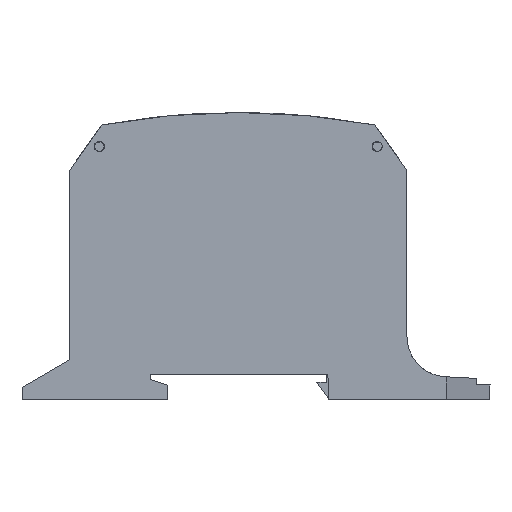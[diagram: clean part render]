
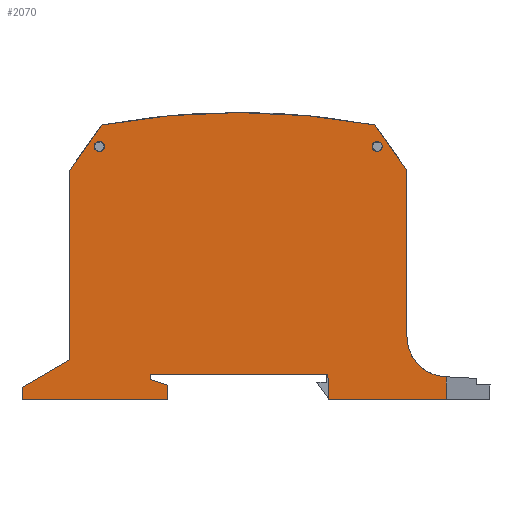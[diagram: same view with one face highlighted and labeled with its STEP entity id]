
A CAD part, left-side view. The second image highlights one B-rep face of the part: STEP entity #2070.
In plain terms, the highlighted planar face has unit normal (-1, 0, 0).
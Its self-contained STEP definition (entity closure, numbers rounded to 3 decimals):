
#444=AXIS2_PLACEMENT_3D('Circle Axis2P3D',#442,#443,$) ;
#866=AXIS2_PLACEMENT_3D('Circle Axis2P3D',#864,#865,$) ;
#927=AXIS2_PLACEMENT_3D('Circle Axis2P3D',#925,#926,$) ;
#1017=AXIS2_PLACEMENT_3D('Circle Axis2P3D',#1015,#1016,$) ;
#1078=AXIS2_PLACEMENT_3D('Circle Axis2P3D',#1076,#1077,$) ;
#1952=AXIS2_PLACEMENT_3D('Plane Axis2P3D',#1949,#1950,#1951) ;
#1986=AXIS2_PLACEMENT_3D('Circle Axis2P3D',#1984,#1985,$) ;
#414=CARTESIAN_POINT('Vertex',(0.003,83.502,45.5)) ;
#417=CARTESIAN_POINT('Line Origine',(0.003,80.345,50.008)) ;
#421=CARTESIAN_POINT('Vertex',(0.003,77.189,54.516)) ;
#442=CARTESIAN_POINT('Axis2P3D Location',(0.001,50.002,-93.)) ;
#446=CARTESIAN_POINT('Vertex',(0.,22.814,54.516)) ;
#466=CARTESIAN_POINT('Line Origine',(0.,19.658,50.008)) ;
#470=CARTESIAN_POINT('Vertex',(0.,16.502,45.5)) ;
#861=CARTESIAN_POINT('Vertex',(0.,23.402,50.25)) ;
#864=CARTESIAN_POINT('Axis2P3D Location',(0.,22.402,50.25)) ;
#868=CARTESIAN_POINT('Vertex',(0.,21.402,50.25)) ;
#925=CARTESIAN_POINT('Axis2P3D Location',(0.,22.402,50.25)) ;
#1012=CARTESIAN_POINT('Vertex',(0.003,78.602,50.25)) ;
#1015=CARTESIAN_POINT('Axis2P3D Location',(0.003,77.602,50.25)) ;
#1019=CARTESIAN_POINT('Vertex',(0.003,76.602,50.25)) ;
#1076=CARTESIAN_POINT('Axis2P3D Location',(0.003,77.602,50.25)) ;
#1763=CARTESIAN_POINT('Line Origine',(0.003,83.502,26.691)) ;
#1767=CARTESIAN_POINT('Vertex',(0.003,83.502,7.881)) ;
#1949=CARTESIAN_POINT('Axis2P3D Location',(0.,14.002,13.)) ;
#1954=CARTESIAN_POINT('Line Origine',(0.,32.12,2.5)) ;
#1958=CARTESIAN_POINT('Vertex',(0.,32.033,0.)) ;
#1960=CARTESIAN_POINT('Vertex',(0.,32.207,5.)) ;
#1963=CARTESIAN_POINT('Line Origine',(0.,20.382,0.)) ;
#1967=CARTESIAN_POINT('Vertex',(-0.001,8.731,0.)) ;
#1970=CARTESIAN_POINT('Line Origine',(-0.001,8.709,2.249)) ;
#1974=CARTESIAN_POINT('Vertex',(-0.001,8.686,4.499)) ;
#1977=CARTESIAN_POINT('Line Origine',(-0.001,8.803,4.505)) ;
#1981=CARTESIAN_POINT('Vertex',(-0.001,8.92,4.511)) ;
#1984=CARTESIAN_POINT('Axis2P3D Location',(-0.001,8.502,12.5)) ;
#1988=CARTESIAN_POINT('Vertex',(0.,16.502,12.5)) ;
#1991=CARTESIAN_POINT('Line Origine',(0.,16.502,29.)) ;
#1996=CARTESIAN_POINT('Line Origine',(0.003,88.234,5.149)) ;
#2000=CARTESIAN_POINT('Vertex',(0.003,92.966,2.417)) ;
#2003=CARTESIAN_POINT('Line Origine',(0.003,92.955,1.208)) ;
#2007=CARTESIAN_POINT('Vertex',(0.003,92.945,0.)) ;
#2010=CARTESIAN_POINT('Line Origine',(0.003,78.473,0.)) ;
#2014=CARTESIAN_POINT('Vertex',(0.002,64.002,0.)) ;
#2017=CARTESIAN_POINT('Line Origine',(0.002,64.002,1.423)) ;
#2021=CARTESIAN_POINT('Vertex',(0.002,64.002,2.846)) ;
#2024=CARTESIAN_POINT('Line Origine',(0.002,65.752,3.397)) ;
#2028=CARTESIAN_POINT('Vertex',(0.002,67.502,3.949)) ;
#2031=CARTESIAN_POINT('Line Origine',(0.002,67.502,4.475)) ;
#2035=CARTESIAN_POINT('Vertex',(0.002,67.502,5.)) ;
#2038=CARTESIAN_POINT('Line Origine',(0.001,49.854,5.)) ;
#418=DIRECTION('Vector Direction',(0.,-0.574,0.819)) ;
#443=DIRECTION('Axis2P3D Direction',(1.,0.,0.)) ;
#467=DIRECTION('Vector Direction',(0.,0.574,0.819)) ;
#865=DIRECTION('Axis2P3D Direction',(-1.,0.,0.)) ;
#926=DIRECTION('Axis2P3D Direction',(-1.,0.,0.)) ;
#1016=DIRECTION('Axis2P3D Direction',(-1.,0.,0.)) ;
#1077=DIRECTION('Axis2P3D Direction',(-1.,0.,0.)) ;
#1764=DIRECTION('Vector Direction',(0.,0.,1.)) ;
#1950=DIRECTION('Axis2P3D Direction',(1.,0.,0.)) ;
#1951=DIRECTION('Axis2P3D XDirection',(0.,1.,0.)) ;
#1955=DIRECTION('Vector Direction',(0.,0.035,0.999)) ;
#1964=DIRECTION('Vector Direction',(0.,-1.,0.)) ;
#1971=DIRECTION('Vector Direction',(0.,-0.01,1.)) ;
#1978=DIRECTION('Vector Direction',(0.,-0.999,-0.052)) ;
#1985=DIRECTION('Axis2P3D Direction',(1.,0.,0.)) ;
#1992=DIRECTION('Vector Direction',(0.,0.,1.)) ;
#1997=DIRECTION('Vector Direction',(0.,-0.866,0.5)) ;
#2004=DIRECTION('Vector Direction',(0.,-0.009,-1.)) ;
#2011=DIRECTION('Vector Direction',(0.,-1.,0.)) ;
#2018=DIRECTION('Vector Direction',(0.,0.,-1.)) ;
#2025=DIRECTION('Vector Direction',(0.,0.954,0.301)) ;
#2032=DIRECTION('Vector Direction',(0.,0.,-1.)) ;
#2039=DIRECTION('Vector Direction',(0.,1.,0.)) ;
#419=VECTOR('Line Direction',#418,1.) ;
#468=VECTOR('Line Direction',#467,1.) ;
#1765=VECTOR('Line Direction',#1764,1.) ;
#1956=VECTOR('Line Direction',#1955,1.) ;
#1965=VECTOR('Line Direction',#1964,1.) ;
#1972=VECTOR('Line Direction',#1971,1.) ;
#1979=VECTOR('Line Direction',#1978,1.) ;
#1993=VECTOR('Line Direction',#1992,1.) ;
#1998=VECTOR('Line Direction',#1997,1.) ;
#2005=VECTOR('Line Direction',#2004,1.) ;
#2012=VECTOR('Line Direction',#2011,1.) ;
#2019=VECTOR('Line Direction',#2018,1.) ;
#2026=VECTOR('Line Direction',#2025,1.) ;
#2033=VECTOR('Line Direction',#2032,1.) ;
#2040=VECTOR('Line Direction',#2039,1.) ;
#2044=ORIENTED_EDGE('',*,*,#1962,.F.) ;
#2045=ORIENTED_EDGE('',*,*,#1969,.T.) ;
#2046=ORIENTED_EDGE('',*,*,#1976,.T.) ;
#2047=ORIENTED_EDGE('',*,*,#1983,.F.) ;
#2048=ORIENTED_EDGE('',*,*,#1990,.T.) ;
#2049=ORIENTED_EDGE('',*,*,#1995,.T.) ;
#2050=ORIENTED_EDGE('',*,*,#472,.T.) ;
#2051=ORIENTED_EDGE('',*,*,#448,.F.) ;
#2052=ORIENTED_EDGE('',*,*,#423,.F.) ;
#2053=ORIENTED_EDGE('',*,*,#1769,.F.) ;
#2054=ORIENTED_EDGE('',*,*,#2002,.F.) ;
#2055=ORIENTED_EDGE('',*,*,#2009,.T.) ;
#2056=ORIENTED_EDGE('',*,*,#2016,.T.) ;
#2057=ORIENTED_EDGE('',*,*,#2023,.F.) ;
#2058=ORIENTED_EDGE('',*,*,#2030,.T.) ;
#2059=ORIENTED_EDGE('',*,*,#2037,.F.) ;
#2060=ORIENTED_EDGE('',*,*,#2042,.F.) ;
#2063=ORIENTED_EDGE('',*,*,#1080,.T.) ;
#2064=ORIENTED_EDGE('',*,*,#1021,.T.) ;
#2067=ORIENTED_EDGE('',*,*,#870,.F.) ;
#2068=ORIENTED_EDGE('',*,*,#929,.F.) ;
#2065=FACE_BOUND('',#2062,.T.) ;
#2069=FACE_BOUND('',#2066,.T.) ;
#2070=ADVANCED_FACE('Koerper.2',(#2061,#2065,#2069),#1953,.F.) ;
#445=CIRCLE('generated circle',#444,150.) ;
#867=CIRCLE('generated circle',#866,1.) ;
#928=CIRCLE('generated circle',#927,1.) ;
#1018=CIRCLE('generated circle',#1017,1.) ;
#1079=CIRCLE('generated circle',#1078,1.) ;
#1987=CIRCLE('generated circle',#1986,8.) ;
#423=EDGE_CURVE('',#415,#422,#420,.T.) ;
#448=EDGE_CURVE('',#422,#447,#445,.T.) ;
#472=EDGE_CURVE('',#471,#447,#469,.T.) ;
#870=EDGE_CURVE('',#862,#869,#867,.T.) ;
#929=EDGE_CURVE('',#869,#862,#928,.T.) ;
#1021=EDGE_CURVE('',#1020,#1013,#1018,.F.) ;
#1080=EDGE_CURVE('',#1013,#1020,#1079,.F.) ;
#1769=EDGE_CURVE('',#1768,#415,#1766,.T.) ;
#1962=EDGE_CURVE('',#1959,#1961,#1957,.T.) ;
#1969=EDGE_CURVE('',#1959,#1968,#1966,.T.) ;
#1976=EDGE_CURVE('',#1968,#1975,#1973,.T.) ;
#1983=EDGE_CURVE('',#1982,#1975,#1980,.T.) ;
#1990=EDGE_CURVE('',#1982,#1989,#1987,.T.) ;
#1995=EDGE_CURVE('',#1989,#471,#1994,.T.) ;
#2002=EDGE_CURVE('',#2001,#1768,#1999,.T.) ;
#2009=EDGE_CURVE('',#2001,#2008,#2006,.T.) ;
#2016=EDGE_CURVE('',#2008,#2015,#2013,.T.) ;
#2023=EDGE_CURVE('',#2022,#2015,#2020,.T.) ;
#2030=EDGE_CURVE('',#2022,#2029,#2027,.T.) ;
#2037=EDGE_CURVE('',#2036,#2029,#2034,.T.) ;
#2042=EDGE_CURVE('',#1961,#2036,#2041,.T.) ;
#2043=EDGE_LOOP('',(#2044,#2045,#2046,#2047,#2048,#2049,#2050,#2051,#2052,#2053,#2054,#2055,#2056,#2057,#2058,#2059,#2060)) ;
#2062=EDGE_LOOP('',(#2063,#2064)) ;
#2066=EDGE_LOOP('',(#2067,#2068)) ;
#2061=FACE_OUTER_BOUND('',#2043,.T.) ;
#420=LINE('Line',#417,#419) ;
#469=LINE('Line',#466,#468) ;
#1766=LINE('Line',#1763,#1765) ;
#1957=LINE('Line',#1954,#1956) ;
#1966=LINE('Line',#1963,#1965) ;
#1973=LINE('Line',#1970,#1972) ;
#1980=LINE('Line',#1977,#1979) ;
#1994=LINE('Line',#1991,#1993) ;
#1999=LINE('Line',#1996,#1998) ;
#2006=LINE('Line',#2003,#2005) ;
#2013=LINE('Line',#2010,#2012) ;
#2020=LINE('Line',#2017,#2019) ;
#2027=LINE('Line',#2024,#2026) ;
#2034=LINE('Line',#2031,#2033) ;
#2041=LINE('Line',#2038,#2040) ;
#1953=PLANE('',#1952) ;
#415=VERTEX_POINT('',#414) ;
#422=VERTEX_POINT('',#421) ;
#447=VERTEX_POINT('',#446) ;
#471=VERTEX_POINT('',#470) ;
#862=VERTEX_POINT('',#861) ;
#869=VERTEX_POINT('',#868) ;
#1013=VERTEX_POINT('',#1012) ;
#1020=VERTEX_POINT('',#1019) ;
#1768=VERTEX_POINT('',#1767) ;
#1959=VERTEX_POINT('',#1958) ;
#1961=VERTEX_POINT('',#1960) ;
#1968=VERTEX_POINT('',#1967) ;
#1975=VERTEX_POINT('',#1974) ;
#1982=VERTEX_POINT('',#1981) ;
#1989=VERTEX_POINT('',#1988) ;
#2001=VERTEX_POINT('',#2000) ;
#2008=VERTEX_POINT('',#2007) ;
#2015=VERTEX_POINT('',#2014) ;
#2022=VERTEX_POINT('',#2021) ;
#2029=VERTEX_POINT('',#2028) ;
#2036=VERTEX_POINT('',#2035) ;
